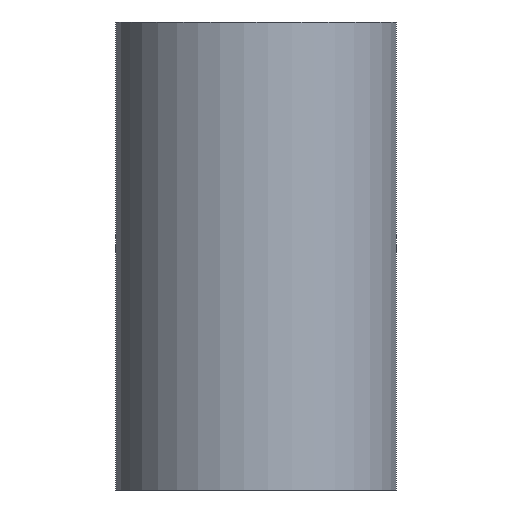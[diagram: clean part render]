
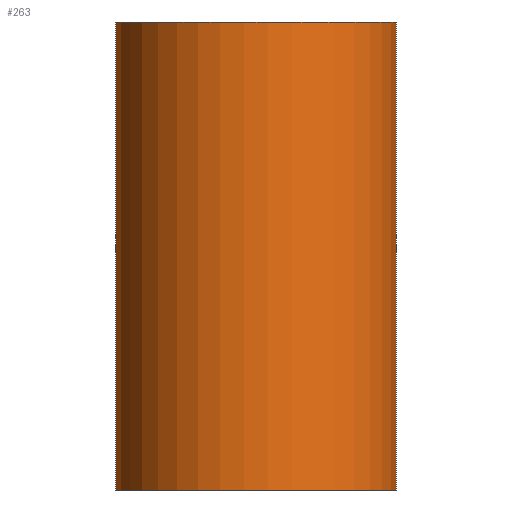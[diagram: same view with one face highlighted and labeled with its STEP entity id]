
A CAD part, front view. The second image highlights one B-rep face of the part: STEP entity #263.
In plain terms, the highlighted cylindrical face has radius 6 mm (diameter 12 mm), a partial arc.
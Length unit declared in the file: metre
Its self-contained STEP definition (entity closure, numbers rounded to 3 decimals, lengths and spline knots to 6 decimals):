
#21=CYLINDRICAL_SURFACE('',#298,0.006);
#38=LINE('',#428,#58);
#40=LINE('',#434,#60);
#58=VECTOR('',#351,1.);
#60=VECTOR('',#357,1.);
#92=ORIENTED_EDGE('',*,*,#152,.T.);
#93=ORIENTED_EDGE('',*,*,#153,.F.);
#94=ORIENTED_EDGE('',*,*,#154,.F.);
#95=ORIENTED_EDGE('',*,*,#150,.T.);
#150=EDGE_CURVE('',#179,#178,#38,.T.);
#152=EDGE_CURVE('',#178,#180,#194,.T.);
#153=EDGE_CURVE('',#181,#180,#40,.T.);
#154=EDGE_CURVE('',#179,#181,#195,.T.);
#178=VERTEX_POINT('',#427);
#179=VERTEX_POINT('',#429);
#180=VERTEX_POINT('',#433);
#181=VERTEX_POINT('',#435);
#194=CIRCLE('',#299,0.006);
#195=CIRCLE('',#300,0.006);
#209=EDGE_LOOP('',(#92,#93,#94,#95));
#235=FACE_BOUND('',#209,.T.);
#263=ADVANCED_FACE('',(#235),#21,.T.);
#298=AXIS2_PLACEMENT_3D('',#431,#353,#354);
#299=AXIS2_PLACEMENT_3D('',#432,#355,#356);
#300=AXIS2_PLACEMENT_3D('',#436,#358,#359);
#351=DIRECTION('',(0.,0.,-1.));
#353=DIRECTION('',(0.,0.,-1.));
#354=DIRECTION('',(-1.,0.,0.));
#355=DIRECTION('',(0.,0.,1.));
#356=DIRECTION('',(1.,0.,0.));
#357=DIRECTION('',(0.,0.,-1.));
#358=DIRECTION('',(0.,0.,1.));
#359=DIRECTION('',(1.,0.,0.));
#427=CARTESIAN_POINT('',(-0.005042,0.003253,0.));
#428=CARTESIAN_POINT('',(-0.005042,0.003253,0.02));
#429=CARTESIAN_POINT('',(-0.005042,0.003253,0.02));
#431=CARTESIAN_POINT('',(0.,0.,0.02));
#432=CARTESIAN_POINT('',(0.,0.,0.));
#433=CARTESIAN_POINT('',(0.005042,0.003253,0.));
#434=CARTESIAN_POINT('',(0.005042,0.003253,0.02));
#435=CARTESIAN_POINT('',(0.005042,0.003253,0.02));
#436=CARTESIAN_POINT('',(0.,0.,0.02));
